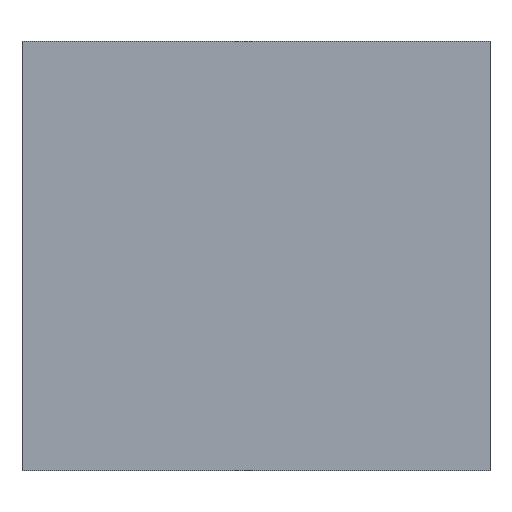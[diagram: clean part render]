
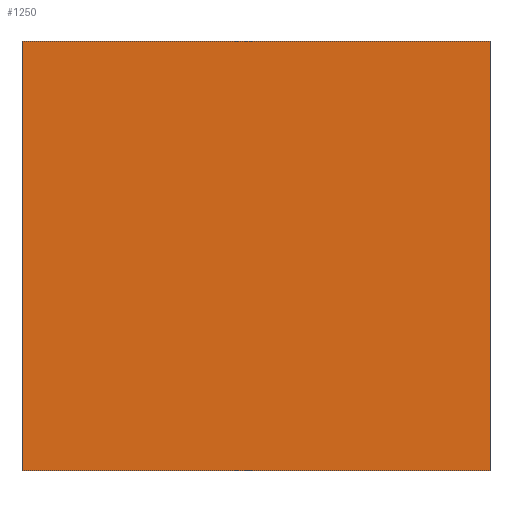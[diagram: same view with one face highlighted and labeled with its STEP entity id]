
A CAD part, top view. The second image highlights one B-rep face of the part: STEP entity #1250.
In plain terms, the highlighted face is planar.
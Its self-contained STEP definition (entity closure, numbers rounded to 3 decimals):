
#120=CARTESIAN_POINT('',(-214.482,-1.189,
47.575));
#130=VERTEX_POINT('',#120);
#280=CARTESIAN_POINT('',(-203.982,-1.189,
47.575));
#290=VERTEX_POINT('',#280);
#320=CARTESIAN_POINT('',(-100.1,-1.189,47.575));
#330=DIRECTION('',(1.,0.,0.));
#340=VECTOR('',#330,1.);
#350=LINE('',#320,#340);
#360=EDGE_CURVE('',#130,#290,#350,.T.);
#950=CARTESIAN_POINT('',(-203.982,-1.189,49.575));
#960=DIRECTION('',(0.,1.,0.));
#970=DIRECTION('',(0.,0.,-1.));
#980=AXIS2_PLACEMENT_3D('',#950,#960,#970);
#990=PLANE('',#980);
#1000=CARTESIAN_POINT('',(-203.982,-1.189,0.));
#1010=DIRECTION('',(0.,0.,1.));
#1020=VECTOR('',#1010,1.);
#1030=LINE('',#1000,#1020);
#1040=CARTESIAN_POINT('',(-203.982,-1.189,59.025));
#1050=VERTEX_POINT('',#1040);
#1060=EDGE_CURVE('',#290,#1050,#1030,.T.);
#1070=ORIENTED_EDGE('',*,*,#1060,.F.);
#1080=CARTESIAN_POINT('',(-100.1,-1.189,59.025));
#1090=DIRECTION('',(-1.,0.,0.));
#1100=VECTOR('',#1090,1.);
#1110=LINE('',#1080,#1100);
#1120=CARTESIAN_POINT('',(-214.482,-1.189,59.025));
#1130=VERTEX_POINT('',#1120);
#1140=EDGE_CURVE('',#1050,#1130,#1110,.T.);
#1150=ORIENTED_EDGE('',*,*,#1140,.F.);
#1160=CARTESIAN_POINT('',(-214.482,-1.189,0.));
#1170=DIRECTION('',(0.,0.,-1.));
#1180=VECTOR('',#1170,1.);
#1190=LINE('',#1160,#1180);
#1200=EDGE_CURVE('',#1130,#130,#1190,.T.);
#1210=ORIENTED_EDGE('',*,*,#1200,.F.);
#1220=ORIENTED_EDGE('',*,*,#360,.F.);
#1230=EDGE_LOOP('',(#1220,#1210,#1150,#1070));
#1240=FACE_OUTER_BOUND('',#1230,.T.);
#1250=ADVANCED_FACE('',(#1240),#990,.T.);
